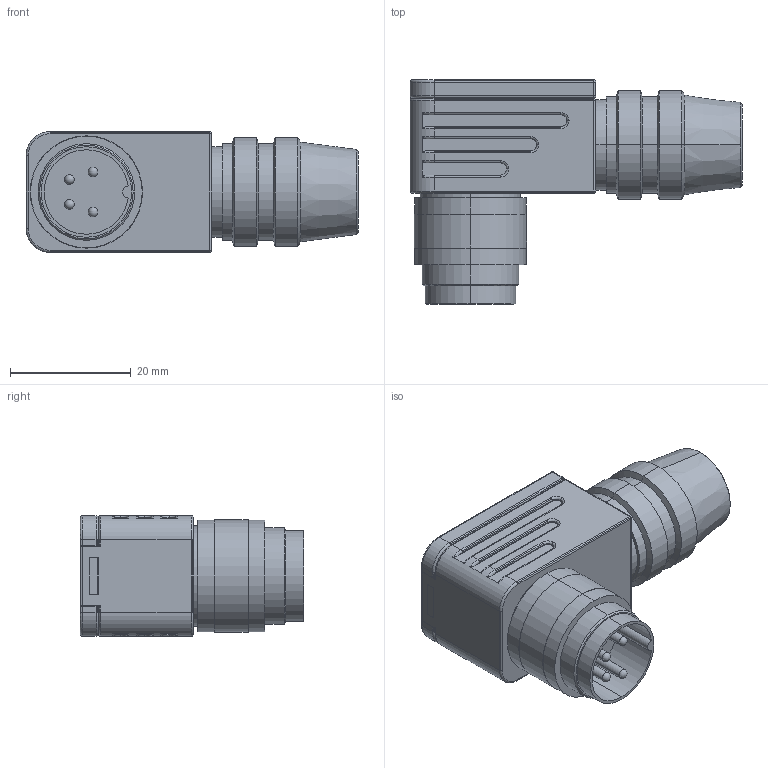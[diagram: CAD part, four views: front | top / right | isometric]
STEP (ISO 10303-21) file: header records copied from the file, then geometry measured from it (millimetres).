
FILE_DESCRIPTION((''),'2;1');
FILE_NAME('99-5609-75-04.stp','2005-04-22T10:01:46',('generator'),(''),'Autodesk Inventor 7','Autodesk Inventor 7','');
FILE_SCHEMA(('AUTOMOTIVE_DESIGN { 1 0 10303 214 1 1 1 1 }'));
Length unit declared in the file: millimetre
Products named in the file (1): 99-5609-75-04
Bounding box: 55 x 37.1 x 20 mm (x, y, z)
Volume: 19002.6 mm3; surface area: 6638.9 mm2
Topology: 1 solids, 1 shells, 248 faces, 634 edges, 386 vertices
Faces by surface type: cylinder 119, plane 59, torus 32, cone 14, bspline 12, sphere 12
Entity records: 7990 total; most frequent: CARTESIAN_POINT 1903, DIRECTION 1386, ORIENTED_EDGE 1220, EDGE_CURVE 610, AXIS2_PLACEMENT_3D 551, VERTEX_POINT 378, CIRCLE 314, VECTOR 284
